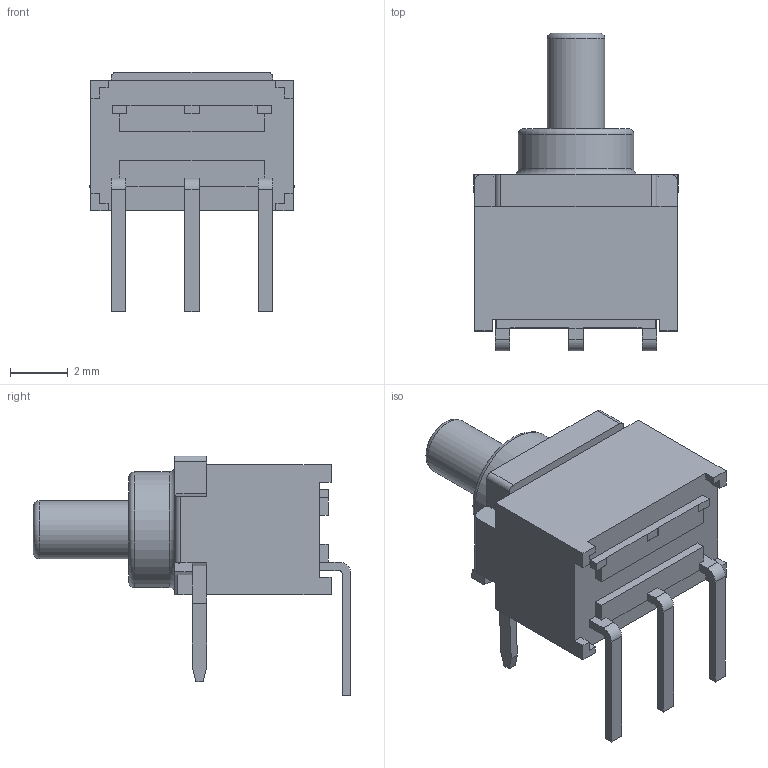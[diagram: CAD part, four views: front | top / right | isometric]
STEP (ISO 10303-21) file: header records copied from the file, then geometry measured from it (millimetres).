
FILE_DESCRIPTION( ( 'STEP AP214' ), '1' );
FILE_NAME( 'CFP2-1FC4-AW.stp', '2020-06-08T14:30:31', ( 'License CC BY-ND 4.0' ), ( 'CADENAS' ), ' ', 'PARTsolutions', ' ' );
FILE_SCHEMA( ( 'AUTOMOTIVE_DESIGN { 1 0 10303 214 1 1 1 1 }' ) );
Length unit declared in the file: millimetre
Products named in the file (4): CFP2-1FC4-AW; _2002FP_1_(CFT2); _3008CFP_push_switch; _1002CFP-1
Assembly tree (5 placements, depth 2):
  CFP2-1FC4-AW
    _2002FP_1_(CFT2)
    _3008CFP_push_switch  x3
    _1002CFP-1
Bounding box: 7.08 x 10.98 x 8.3 mm (x, y, z)
Volume: 192.6 mm3; surface area: 295.9 mm2
Topology: 5 solids, 5 shells, 152 faces, 397 edges, 259 vertices
Faces by surface type: plane 134, cylinder 15, torus 3
Full cylindrical faces by diameter (mm): 2 x1, 2.03 x1, 4 x1
Entity records: 5114 total; most frequent: CARTESIAN_POINT 708, ORIENTED_EDGE 686, DIRECTION 644, EDGE_CURVE 343, LINE 318, VECTOR 318, VERTEX_POINT 227, AXIS2_PLACEMENT_3D 163
